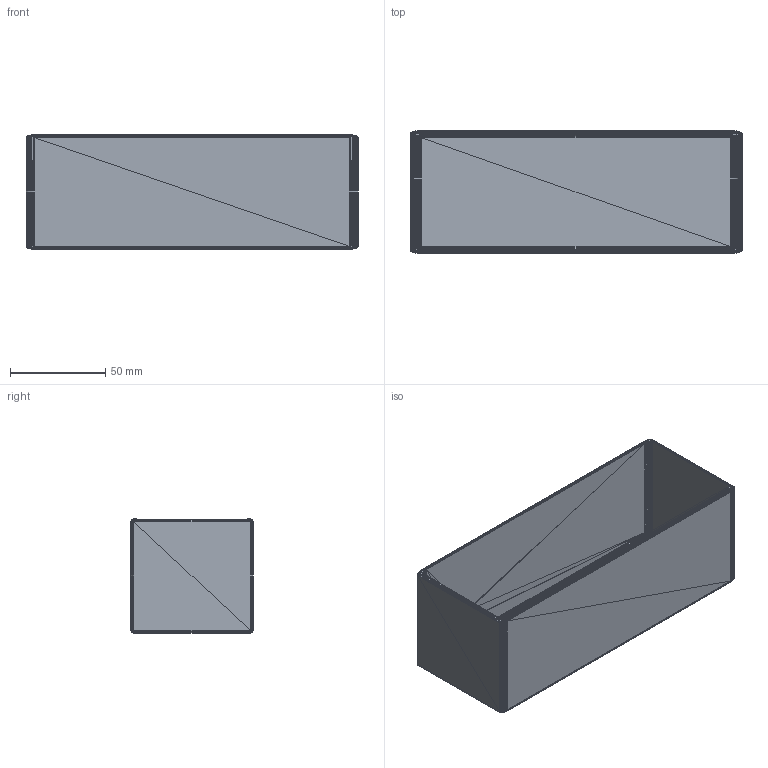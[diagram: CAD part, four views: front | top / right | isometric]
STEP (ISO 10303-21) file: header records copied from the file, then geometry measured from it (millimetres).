
FILE_DESCRIPTION((''),'2;1');
FILE_NAME('Bottom-clock', '2026-01-16T19:53:19', (''), (''), 'ImageToStl.com STEP Converter','', '');
FILE_SCHEMA(('AUTOMOTIVE_DESIGN_CC2'));
Length unit declared in the file: metre
Products named in the file (1): product0
Bounding box: 174 x 64 x 60 mm (x, y, z)
Surface area: 76371.1 mm2 (no closed solid volume)
Topology: 0 solids, 3264 shells, 3264 faces, 9792 edges, 1632 vertices
Faces by surface type: plane 3264
Entity records: 75100 total; most frequent: DIRECTION 16322, ORIENTED_EDGE 9792, EDGE_CURVE 9792, LINE 9792, VECTOR 9792, AXIS2_PLACEMENT_3D 3265, FACE_SURFACE 3264, PLANE 3264
